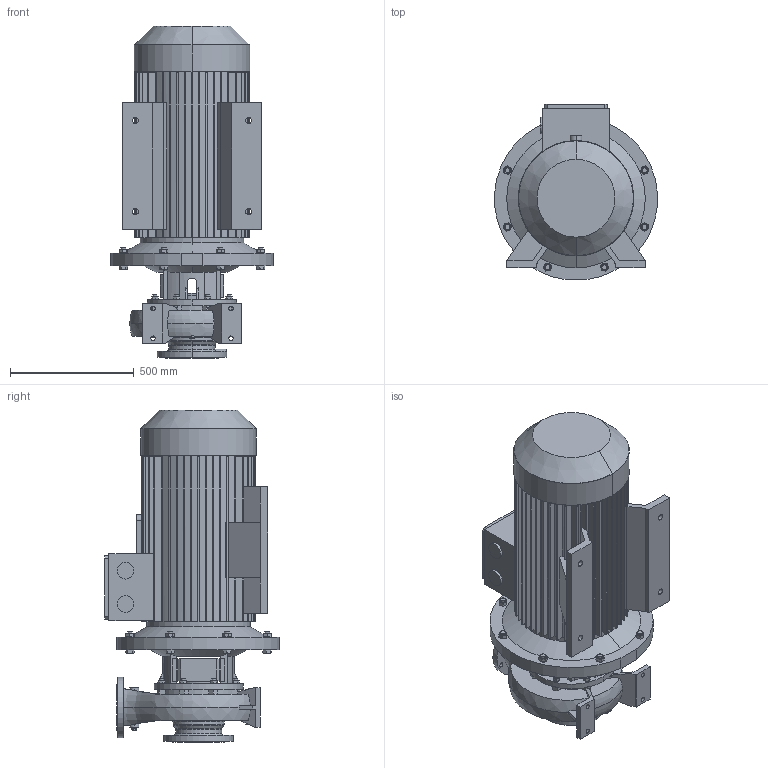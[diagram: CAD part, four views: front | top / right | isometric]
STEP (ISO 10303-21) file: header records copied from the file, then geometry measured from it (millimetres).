
FILE_DESCRIPTION (( 'STEP AP214' ), '1' );
FILE_NAME ('ﾌﾓ-311-200-ﾌ3-311-223-02-23.step', '2025-04-07T08:19:31', ( 'adb' ), ( '' ), 'SwSTEP 2.0', 'SolidWorks 2016', '' );
FILE_SCHEMA (( 'AUTOMOTIVE_DESIGN' ));
Length unit declared in the file: millimetre
Products named in the file (1): ﾌﾓ-311-200-ﾌ3-311-223-02-23
Bounding box: 658.5 x 707 x 1342 mm (x, y, z)
Volume: 189930124.7 mm3; surface area: 6276993.2 mm2
Topology: 7 solids, 24 shells, 1221 faces, 3203 edges, 2097 vertices
Faces by surface type: plane 676, cylinder 404, cone 110, bspline 24, torus 7
Entity records: 61687 total; most frequent: CARTESIAN_POINT 18042, ORIENTED_EDGE 6402, DIRECTION 6076, EDGE_CURVE 3201, AXIS2_PLACEMENT_3D 2198, VERTEX_POINT 2097, LINE 1680, VECTOR 1680
